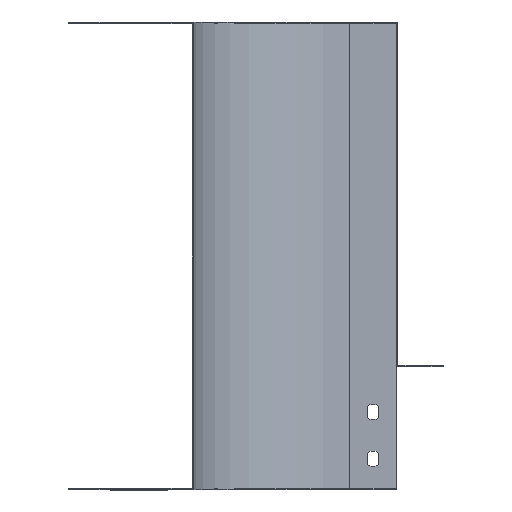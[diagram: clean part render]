
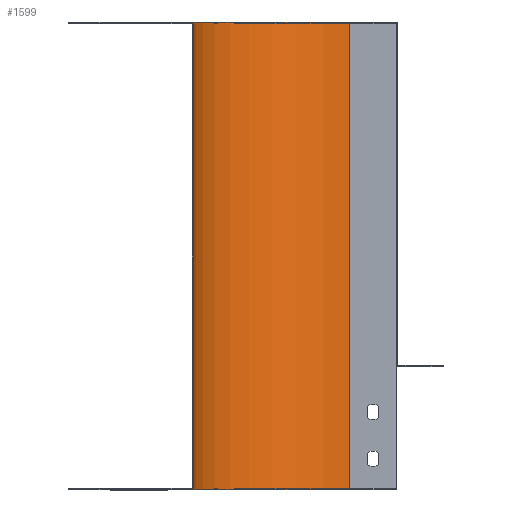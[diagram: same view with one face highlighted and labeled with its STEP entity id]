
A CAD part, left-side view. The second image highlights one B-rep face of the part: STEP entity #1599.
In plain terms, the highlighted cylindrical face has radius 100 mm (diameter 200 mm), a partial arc.
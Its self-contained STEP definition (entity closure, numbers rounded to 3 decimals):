
#148 = ORIENTED_EDGE ( 'NONE', *, *, #1303, .T. ) ;
#165 = ORIENTED_EDGE ( 'NONE', *, *, #1305, .F. ) ;
#166 = ORIENTED_EDGE ( 'NONE', *, *, #1304, .F. ) ;
#168 = ORIENTED_EDGE ( 'NONE', *, *, #367, .T. ) ;
#276 = CARTESIAN_POINT ( 'NONE',  ( -100., 130., 1. ) ) ;
#367 = EDGE_CURVE ( 'NONE', #1777, #1775, #1991, .T. ) ;
#728 = DIRECTION ( 'NONE',  ( 0., 0., -1. ) ) ;
#731 = CARTESIAN_POINT ( 'NONE',  ( 0., 30., 1. ) ) ;
#736 = CARTESIAN_POINT ( 'NONE',  ( -100., 30., -299. ) ) ;
#737 = DIRECTION ( 'NONE',  ( 0., 0., -1. ) ) ;
#738 = DIRECTION ( 'NONE',  ( -1., 0., 0. ) ) ;
#740 = CARTESIAN_POINT ( 'NONE',  ( -100., 30., 1. ) ) ;
#741 = DIRECTION ( 'NONE',  ( 0., 0., -1. ) ) ;
#742 = DIRECTION ( 'NONE',  ( -1., 0., 0. ) ) ;
#1037 = DIRECTION ( 'NONE',  ( -1., 0., 0. ) ) ;
#1044 = DIRECTION ( 'NONE',  ( 0., 0., -1. ) ) ;
#1045 = CARTESIAN_POINT ( 'NONE',  ( -100., 30., 1. ) ) ;
#1235 = AXIS2_PLACEMENT_3D ( 'NONE', #1045, #1044, #1037 ) ;
#1286 = AXIS2_PLACEMENT_3D ( 'NONE', #740, #741, #742 ) ;
#1287 = AXIS2_PLACEMENT_3D ( 'NONE', #736, #737, #738 ) ;
#1303 = EDGE_CURVE ( 'NONE', #1775, #1736, #2013, .T. ) ;
#1304 = EDGE_CURVE ( 'NONE', #1734, #1736, #2015, .T. ) ;
#1305 = EDGE_CURVE ( 'NONE', #1777, #1734, #2007, .T. ) ;
#1389 = EDGE_LOOP ( 'NONE', ( #168, #148, #166, #165 ) ) ;
#1599 = ADVANCED_FACE ( 'NONE', ( #2218 ), #2222, .F. ) ;
#1734 = VERTEX_POINT ( 'NONE', #2670 ) ;
#1736 = VERTEX_POINT ( 'NONE', #2672 ) ;
#1775 = VERTEX_POINT ( 'NONE', #2711 ) ;
#1777 = VERTEX_POINT ( 'NONE', #2713 ) ;
#1790 = DIRECTION ( 'NONE',  ( 0., 0., -1. ) ) ;
#1991 = LINE ( 'NONE', #276, #1992 ) ;
#1992 = VECTOR ( 'NONE', #1790, 1000. ) ;
#2007 = CIRCLE ( 'NONE', #1286, 100. ) ;
#2013 = CIRCLE ( 'NONE', #1287, 100. ) ;
#2015 = LINE ( 'NONE', #731, #2017 ) ;
#2017 = VECTOR ( 'NONE', #728, 1000. ) ;
#2218 = FACE_OUTER_BOUND ( 'NONE', #1389, .T. ) ;
#2222 = CYLINDRICAL_SURFACE ( 'NONE', #1235, 100. ) ;
#2670 = CARTESIAN_POINT ( 'NONE',  ( 0., 30., 1. ) ) ;
#2672 = CARTESIAN_POINT ( 'NONE',  ( 0., 30., -299. ) ) ;
#2711 = CARTESIAN_POINT ( 'NONE',  ( -100., 130., -299. ) ) ;
#2713 = CARTESIAN_POINT ( 'NONE',  ( -100., 130., 1. ) ) ;
